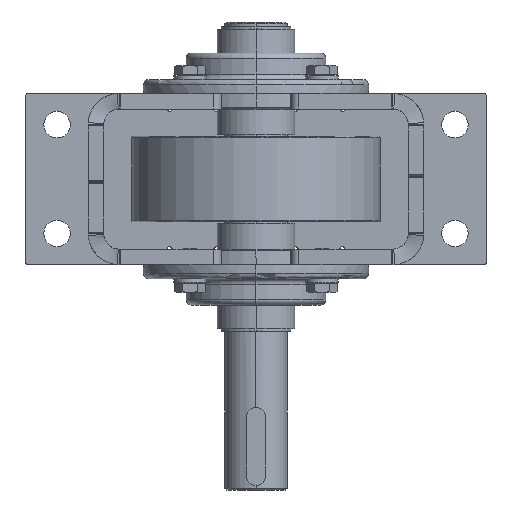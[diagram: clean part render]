
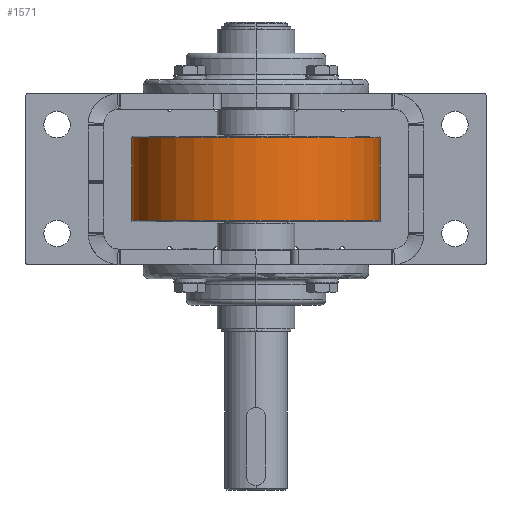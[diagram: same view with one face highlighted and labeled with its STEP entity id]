
A CAD part, front view. The second image highlights one B-rep face of the part: STEP entity #1571.
In plain terms, the highlighted cylindrical face has radius 80 mm (diameter 160 mm), a partial arc.
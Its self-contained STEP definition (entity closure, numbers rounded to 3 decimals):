
#1571=ADVANCED_FACE('',(#3349),#3350,.T.);
#3349=FACE_OUTER_BOUND('',#5806,.T.);
#3350=CYLINDRICAL_SURFACE('',#5807,80.0);
#5806=EDGE_LOOP('',(#10739,#10740,#10741,#10742,#10743,#10744));
#5807=AXIS2_PLACEMENT_3D('',#10745,#10746,#10747);
#10739=ORIENTED_EDGE('',*,*,#14021,.T.);
#10740=ORIENTED_EDGE('',*,*,#12328,.F.);
#10741=ORIENTED_EDGE('',*,*,#14022,.F.);
#10742=ORIENTED_EDGE('',*,*,#14023,.F.);
#10743=ORIENTED_EDGE('',*,*,#14019,.T.);
#10744=ORIENTED_EDGE('',*,*,#12345,.T.);
#10745=CARTESIAN_POINT('',(0.0,-100.0,30.25));
#10746=DIRECTION('',(-0.0,0.0,1.0));
#10747=DIRECTION('',(1.0,0.0,0.0));
#12328=EDGE_CURVE('',#14691,#14694,#14695,.T.);
#12345=EDGE_CURVE('',#14719,#14723,#14725,.T.);
#14019=EDGE_CURVE('',#14714,#14719,#17197,.T.);
#14021=EDGE_CURVE('',#14723,#14694,#17199,.T.);
#14022=EDGE_CURVE('',#14703,#14691,#17200,.T.);
#14023=EDGE_CURVE('',#14714,#14703,#17201,.T.);
#14691=VERTEX_POINT('',#18190);
#14694=VERTEX_POINT('',#18193);
#14695=CIRCLE('',#18194,80.0);
#14703=VERTEX_POINT('',#18202);
#14714=VERTEX_POINT('',#18213);
#14719=VERTEX_POINT('',#18218);
#14723=VERTEX_POINT('',#18222);
#14725=CIRCLE('',#18224,80.0);
#17197=CIRCLE('',#22405,80.0);
#17199=LINE('',#22407,#22408);
#17200=CIRCLE('',#22409,80.0);
#17201=LINE('',#22410,#22411);
#18190=CARTESIAN_POINT('',(80.,-100.218,26.5));
#18193=CARTESIAN_POINT('',(80.0,-100.0,26.5));
#18194=AXIS2_PLACEMENT_3D('',#23762,#23763,#23764);
#18202=CARTESIAN_POINT('',(-80.0,-100.0,26.5));
#18213=CARTESIAN_POINT('',(-80.0,-100.0,-26.5));
#18218=CARTESIAN_POINT('',(80.,-100.148,-26.5));
#18222=CARTESIAN_POINT('',(80.0,-100.0,-26.5));
#18224=AXIS2_PLACEMENT_3D('',#23804,#23805,#23806);
#22405=AXIS2_PLACEMENT_3D('',#26010,#26011,#26012);
#22407=CARTESIAN_POINT('',(80.0,-100.0,-26.5));
#22408=VECTOR('',#26013,53.0);
#22409=AXIS2_PLACEMENT_3D('',#26014,#26015,#26016);
#22410=CARTESIAN_POINT('',(-80.0,-100.0,-26.5));
#22411=VECTOR('',#26017,53.0);
#23762=CARTESIAN_POINT('',(0.0,-100.0,26.5));
#23763=DIRECTION('',(0.0,0.0,1.0));
#23764=DIRECTION('',(-1.0,0.0,0.0));
#23804=CARTESIAN_POINT('',(0.0,-100.0,-26.5));
#23805=DIRECTION('',(0.0,0.0,1.0));
#23806=DIRECTION('',(-1.0,0.0,0.0));
#26010=CARTESIAN_POINT('',(0.0,-100.0,-26.5));
#26011=DIRECTION('',(0.0,0.0,1.0));
#26012=DIRECTION('',(-1.0,0.0,0.0));
#26013=DIRECTION('',(0.0,0.,1.0));
#26014=CARTESIAN_POINT('',(0.0,-100.0,26.5));
#26015=DIRECTION('',(0.0,0.0,1.0));
#26016=DIRECTION('',(-1.0,0.0,0.0));
#26017=DIRECTION('',(0.0,0.,1.0));
